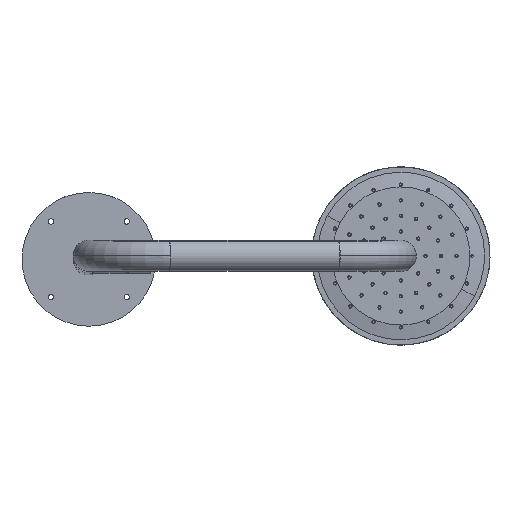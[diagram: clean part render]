
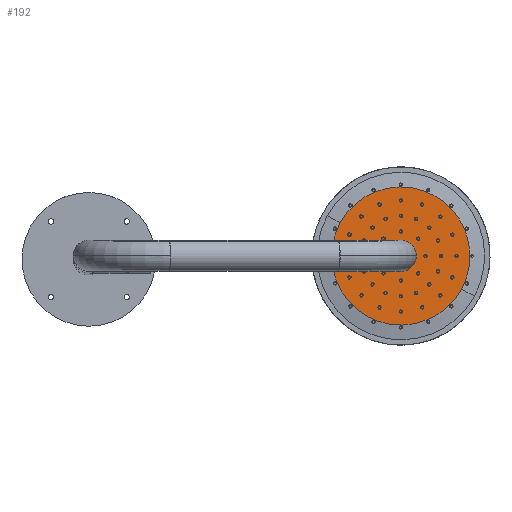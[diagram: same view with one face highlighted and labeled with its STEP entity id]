
A CAD part, top view. The second image highlights one B-rep face of the part: STEP entity #192.
In plain terms, the highlighted planar face has unit normal (0, 0, 1).
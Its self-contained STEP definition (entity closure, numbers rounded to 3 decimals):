
#104=CARTESIAN_POINT('Control Point',(-7.671,-14.041,5.)) ;
#105=CARTESIAN_POINT('Control Point',(-9.876,-12.836,5.)) ;
#106=CARTESIAN_POINT('Control Point',(-11.845,-11.198,5.)) ;
#107=CARTESIAN_POINT('Control Point',(-13.464,-9.189,5.)) ;
#108=CARTESIAN_POINT('Control Point',(-15.826,-4.644,5.)) ;
#109=CARTESIAN_POINT('Control Point',(-16.294,0.458,5.)) ;
#110=CARTESIAN_POINT('Control Point',(-16.018,3.023,5.)) ;
#111=CARTESIAN_POINT('Control Point',(-14.474,7.907,5.)) ;
#112=CARTESIAN_POINT('Control Point',(-11.198,11.845,5.)) ;
#113=CARTESIAN_POINT('Control Point',(-9.189,13.464,5.)) ;
#114=CARTESIAN_POINT('Control Point',(-4.644,15.826,5.)) ;
#115=CARTESIAN_POINT('Control Point',(0.458,16.294,5.)) ;
#116=CARTESIAN_POINT('Control Point',(3.023,16.018,5.)) ;
#117=CARTESIAN_POINT('Control Point',(5.465,15.246,5.)) ;
#118=CARTESIAN_POINT('Control Point',(7.671,14.041,5.)) ;
#119=CARTESIAN_POINT('Vertex',(-7.671,-14.041,5.)) ;
#121=CARTESIAN_POINT('Vertex',(7.671,14.041,5.)) ;
#142=CARTESIAN_POINT('Control Point',(7.671,14.041,5.)) ;
#143=CARTESIAN_POINT('Control Point',(9.876,12.836,5.)) ;
#144=CARTESIAN_POINT('Control Point',(11.845,11.198,5.)) ;
#145=CARTESIAN_POINT('Control Point',(13.464,9.189,5.)) ;
#146=CARTESIAN_POINT('Control Point',(15.826,4.644,5.)) ;
#147=CARTESIAN_POINT('Control Point',(16.294,-0.458,5.)) ;
#148=CARTESIAN_POINT('Control Point',(16.018,-3.023,5.)) ;
#149=CARTESIAN_POINT('Control Point',(14.474,-7.907,5.)) ;
#150=CARTESIAN_POINT('Control Point',(11.198,-11.845,5.)) ;
#151=CARTESIAN_POINT('Control Point',(9.189,-13.464,5.)) ;
#152=CARTESIAN_POINT('Control Point',(4.644,-15.826,5.)) ;
#153=CARTESIAN_POINT('Control Point',(-0.458,-16.294,5.)) ;
#154=CARTESIAN_POINT('Control Point',(-3.023,-16.018,5.)) ;
#155=CARTESIAN_POINT('Control Point',(-5.465,-15.246,5.)) ;
#156=CARTESIAN_POINT('Control Point',(-7.671,-14.041,5.)) ;
#165=CARTESIAN_POINT('Axis2P3D Location',(0.,77.5,5.)) ;
#170=CARTESIAN_POINT('Axis2P3D Location',(0.,0.,5.)) ;
#174=CARTESIAN_POINT('Vertex',(37.155,68.013,5.)) ;
#176=CARTESIAN_POINT('Vertex',(-37.155,-68.013,5.)) ;
#179=CARTESIAN_POINT('Axis2P3D Location',(0.,0.,5.)) ;
#166=DIRECTION('Axis2P3D Direction',(0.,0.,-1.)) ;
#167=DIRECTION('Axis2P3D XDirection',(1.,0.,0.)) ;
#171=DIRECTION('Axis2P3D Direction',(0.,0.,-1.)) ;
#180=DIRECTION('Axis2P3D Direction',(0.,0.,-1.)) ;
#168=AXIS2_PLACEMENT_3D('Plane Axis2P3D',#165,#166,#167) ;
#172=AXIS2_PLACEMENT_3D('Circle Axis2P3D',#170,#171,$) ;
#181=AXIS2_PLACEMENT_3D('Circle Axis2P3D',#179,#180,$) ;
#173=CIRCLE('generated circle',#172,77.5) ;
#182=CIRCLE('generated circle',#181,77.5) ;
#169=PLANE('',#168) ;
#191=FACE_BOUND('',#188,.T.) ;
#123=EDGE_CURVE('',#120,#122,#103,.T.) ;
#157=EDGE_CURVE('',#122,#120,#141,.T.) ;
#178=EDGE_CURVE('',#175,#177,#173,.T.) ;
#183=EDGE_CURVE('',#177,#175,#182,.T.) ;
#185=ORIENTED_EDGE('',*,*,#178,.F.) ;
#186=ORIENTED_EDGE('',*,*,#183,.F.) ;
#189=ORIENTED_EDGE('',*,*,#123,.T.) ;
#190=ORIENTED_EDGE('',*,*,#157,.T.) ;
#184=EDGE_LOOP('',(#185,#186)) ;
#188=EDGE_LOOP('',(#189,#190)) ;
#120=VERTEX_POINT('',#119) ;
#122=VERTEX_POINT('',#121) ;
#175=VERTEX_POINT('',#174) ;
#177=VERTEX_POINT('',#176) ;
#192=ADVANCED_FACE('PartBody',(#187,#191),#169,.F.) ;
#103=B_SPLINE_CURVE_WITH_KNOTS('',5,(#104,#105,#106,#107,#108,#109,#110,#111,#112,#113,#114,#115,#116,#117,#118),.UNSPECIFIED.,.F.,.U.,(6,3,3,3,6),(-25.133,-12.566,0.,12.566,25.133),.UNSPECIFIED.) ;
#141=B_SPLINE_CURVE_WITH_KNOTS('',5,(#142,#143,#144,#145,#146,#147,#148,#149,#150,#151,#152,#153,#154,#155,#156),.UNSPECIFIED.,.F.,.U.,(6,3,3,3,6),(-25.133,-12.566,0.,12.566,25.133),.UNSPECIFIED.) ;
#187=FACE_OUTER_BOUND('',#184,.T.) ;
